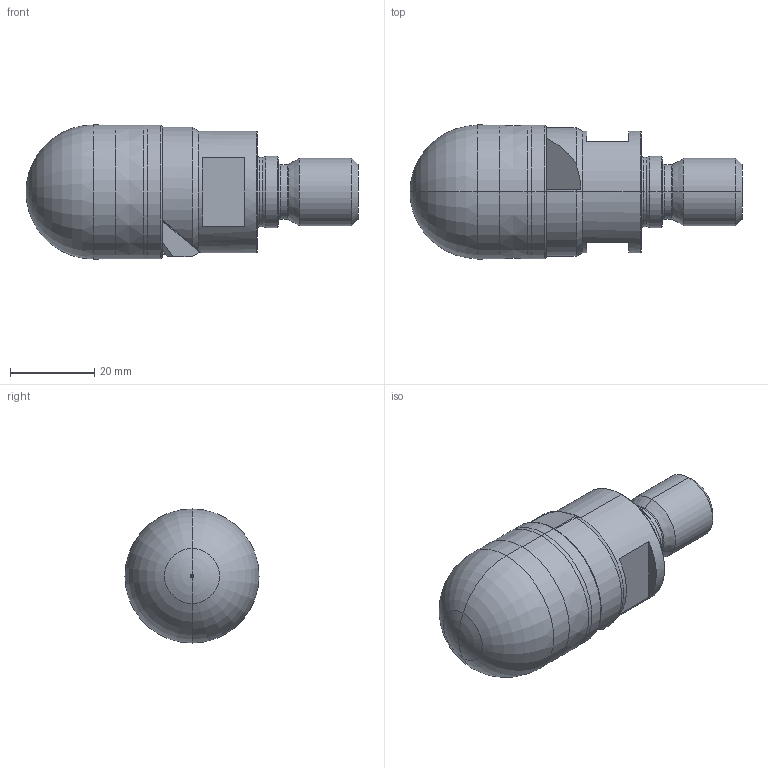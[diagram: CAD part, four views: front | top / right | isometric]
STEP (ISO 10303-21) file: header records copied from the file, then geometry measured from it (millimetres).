
FILE_DESCRIPTION (( 'STEP AP214' ), '1' );
FILE_NAME ('EKF-32-55-K06-M16.STEP', '2019-08-13T06:41:23', ( '' ), ( '' ), 'SwSTEP 2.0', 'SolidWorks 2019', '' );
FILE_SCHEMA (( 'AUTOMOTIVE_DESIGN' ));
Length unit declared in the file: millimetre
Products named in the file (1): EKF-32-55-K06-M16
Bounding box: 79 x 31.9 x 31.9 mm (x, y, z)
Volume: 39719.9 mm3; surface area: 8631.1 mm2
Topology: 1 solids, 2 shells, 132 faces, 316 edges, 192 vertices
Faces by surface type: cone 40, plane 33, torus 28, cylinder 27, bspline 4
Entity records: 4764 total; most frequent: CARTESIAN_POINT 1422, ORIENTED_EDGE 632, DIRECTION 614, EDGE_CURVE 316, AXIS2_PLACEMENT_3D 258, VERTEX_POINT 192, EDGE_LOOP 140, FACE_OUTER_BOUND 132
